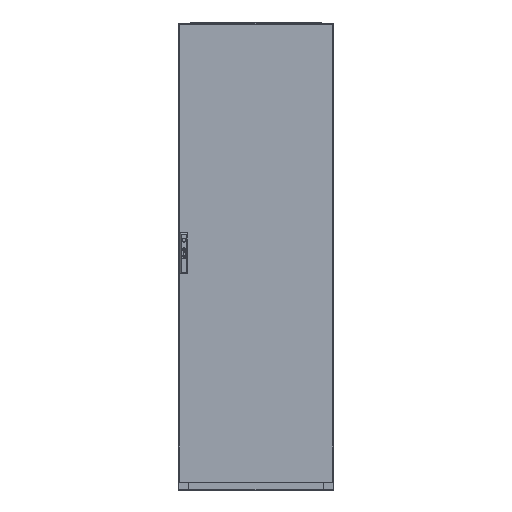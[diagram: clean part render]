
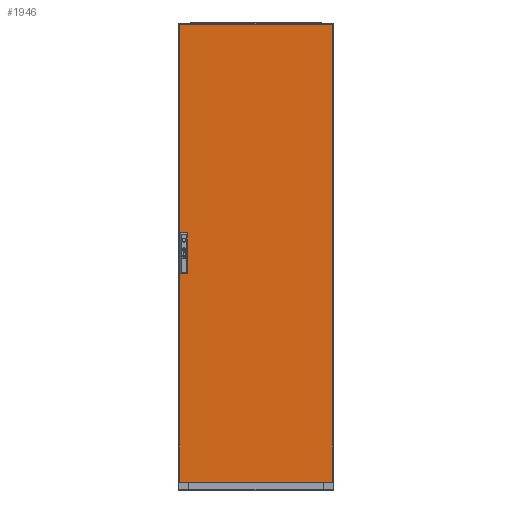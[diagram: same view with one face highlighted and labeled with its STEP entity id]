
A CAD part, top view. The second image highlights one B-rep face of the part: STEP entity #1946.
In plain terms, the highlighted planar face has unit normal (0, 0, 1).
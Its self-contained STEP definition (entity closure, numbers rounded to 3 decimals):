
#1946 = ADVANCED_FACE ( 'NONE', ( #48944, #92905 ), #14144, .T. ) ;
#2314 = VECTOR ( 'NONE', #84923, 1000. ) ;
#2811 = DIRECTION ( 'NONE',  ( 1., 0., 0. ) ) ;
#2982 = DIRECTION ( 'NONE',  ( 0., -1., 0. ) ) ;
#5465 = CARTESIAN_POINT ( 'NONE',  ( -297., -883.5, 0. ) ) ;
#6339 = VECTOR ( 'NONE', #16903, 1000. ) ;
#6384 = LINE ( 'NONE', #101828, #47728 ) ;
#6693 = DIRECTION ( 'NONE',  ( 0., 1., 0. ) ) ;
#14144 = PLANE ( 'NONE',  #52554 ) ;
#16525 = VERTEX_POINT ( 'NONE', #5465 ) ;
#16903 = DIRECTION ( 'NONE',  ( -1., 0., 0. ) ) ;
#17946 = CARTESIAN_POINT ( 'NONE',  ( -293.4, -78.5, 0. ) ) ;
#18209 = VECTOR ( 'NONE', #2982, 1000. ) ;
#19158 = CARTESIAN_POINT ( 'NONE',  ( -293.4, 78.5, 0. ) ) ;
#23272 = VERTEX_POINT ( 'NONE', #23553 ) ;
#23356 = CARTESIAN_POINT ( 'NONE',  ( -293.4, 78.5, 0. ) ) ;
#23553 = CARTESIAN_POINT ( 'NONE',  ( -263., 78.5, 0. ) ) ;
#24923 = VECTOR ( 'NONE', #100675, 1000. ) ;
#26564 = ORIENTED_EDGE ( 'NONE', *, *, #73937, .T. ) ;
#28035 = CARTESIAN_POINT ( 'NONE',  ( -263., 0., 0. ) ) ;
#30747 = DIRECTION ( 'NONE',  ( 1., 0., 0. ) ) ;
#31094 = LINE ( 'NONE', #71233, #72489 ) ;
#31597 = CARTESIAN_POINT ( 'NONE',  ( 297., 883.5, 0. ) ) ;
#35063 = ORIENTED_EDGE ( 'NONE', *, *, #89864, .T. ) ;
#36373 = DIRECTION ( 'NONE',  ( 0., -1., 0. ) ) ;
#39825 = DIRECTION ( 'NONE',  ( 0., -1., 0. ) ) ;
#40822 = EDGE_CURVE ( 'NONE', #16525, #64062, #6384, .T. ) ;
#41410 = ORIENTED_EDGE ( 'NONE', *, *, #60769, .T. ) ;
#42771 = LINE ( 'NONE', #77116, #18209 ) ;
#46885 = LINE ( 'NONE', #17946, #24923 ) ;
#47728 = VECTOR ( 'NONE', #2811, 1000. ) ;
#48944 = FACE_BOUND ( 'NONE', #94388, .T. ) ;
#50006 = CARTESIAN_POINT ( 'NONE',  ( 297., 883.5, 0. ) ) ;
#52554 = AXIS2_PLACEMENT_3D ( 'NONE', #88234, #80324, #30747 ) ;
#52879 = LINE ( 'NONE', #58136, #6339 ) ;
#57063 = ORIENTED_EDGE ( 'NONE', *, *, #76002, .F. ) ;
#57660 = EDGE_CURVE ( 'NONE', #23272, #80009, #81107, .T. ) ;
#58136 = CARTESIAN_POINT ( 'NONE',  ( -297., 883.5, 0. ) ) ;
#60769 = EDGE_CURVE ( 'NONE', #107121, #23272, #68279, .T. ) ;
#61475 = LINE ( 'NONE', #31597, #80905 ) ;
#64062 = VERTEX_POINT ( 'NONE', #82415 ) ;
#68106 = EDGE_CURVE ( 'NONE', #107121, #93940, #31094, .T. ) ;
#68279 = LINE ( 'NONE', #19158, #2314 ) ;
#69277 = CARTESIAN_POINT ( 'NONE',  ( -263., -78.5, 0. ) ) ;
#71233 = CARTESIAN_POINT ( 'NONE',  ( -293.4, 0., 0. ) ) ;
#72489 = VECTOR ( 'NONE', #39825, 1000. ) ;
#72850 = ORIENTED_EDGE ( 'NONE', *, *, #76596, .T. ) ;
#73937 = EDGE_CURVE ( 'NONE', #82694, #98029, #52879, .T. ) ;
#76002 = EDGE_CURVE ( 'NONE', #93940, #80009, #46885, .T. ) ;
#76596 = EDGE_CURVE ( 'NONE', #98029, #16525, #42771, .T. ) ;
#77116 = CARTESIAN_POINT ( 'NONE',  ( -297., 883.5, 0. ) ) ;
#77313 = EDGE_LOOP ( 'NONE', ( #35063, #26564, #72850, #77605 ) ) ;
#77605 = ORIENTED_EDGE ( 'NONE', *, *, #40822, .T. ) ;
#80009 = VERTEX_POINT ( 'NONE', #69277 ) ;
#80260 = CARTESIAN_POINT ( 'NONE',  ( -293.4, -78.5, 0. ) ) ;
#80324 = DIRECTION ( 'NONE',  ( 0., 0., 1. ) ) ;
#80905 = VECTOR ( 'NONE', #6693, 1000. ) ;
#81107 = LINE ( 'NONE', #28035, #100455 ) ;
#81931 = ORIENTED_EDGE ( 'NONE', *, *, #68106, .F. ) ;
#82415 = CARTESIAN_POINT ( 'NONE',  ( 297., -883.5, 0. ) ) ;
#82694 = VERTEX_POINT ( 'NONE', #50006 ) ;
#84923 = DIRECTION ( 'NONE',  ( 1., 0., 0. ) ) ;
#88234 = CARTESIAN_POINT ( 'NONE',  ( 0., 0., 0. ) ) ;
#89864 = EDGE_CURVE ( 'NONE', #64062, #82694, #61475, .T. ) ;
#92905 = FACE_OUTER_BOUND ( 'NONE', #77313, .T. ) ;
#93940 = VERTEX_POINT ( 'NONE', #80260 ) ;
#94388 = EDGE_LOOP ( 'NONE', ( #41410, #100081, #57063, #81931 ) ) ;
#98029 = VERTEX_POINT ( 'NONE', #106006 ) ;
#100081 = ORIENTED_EDGE ( 'NONE', *, *, #57660, .T. ) ;
#100455 = VECTOR ( 'NONE', #36373, 1000. ) ;
#100675 = DIRECTION ( 'NONE',  ( 1., 0., 0. ) ) ;
#101828 = CARTESIAN_POINT ( 'NONE',  ( -297., -883.5, 0. ) ) ;
#106006 = CARTESIAN_POINT ( 'NONE',  ( -297., 883.5, 0. ) ) ;
#107121 = VERTEX_POINT ( 'NONE', #23356 ) ;
